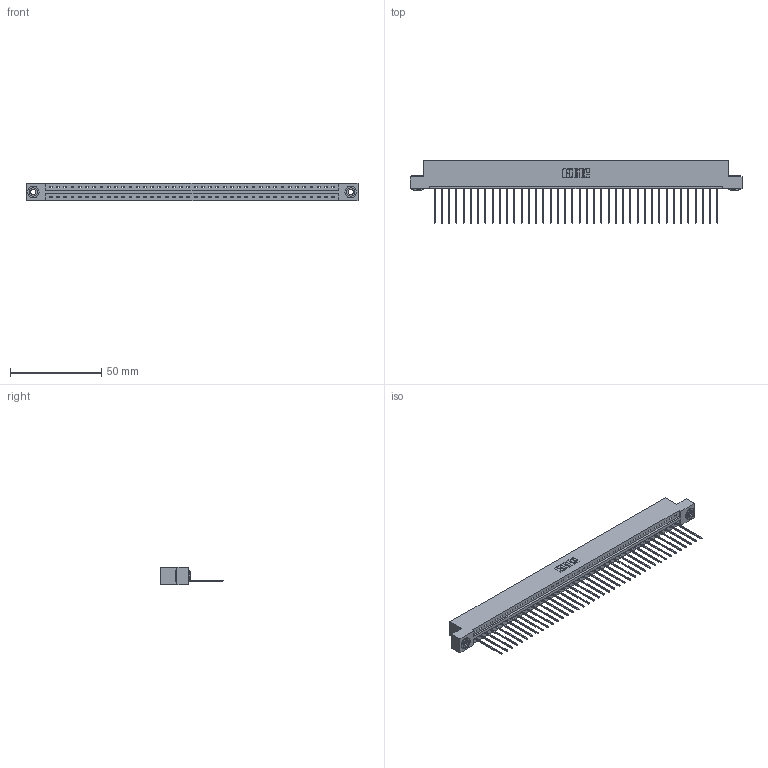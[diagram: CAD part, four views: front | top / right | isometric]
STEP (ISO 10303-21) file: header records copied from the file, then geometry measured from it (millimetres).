
FILE_DESCRIPTION (( 'STEP AP203' ), '1' );
FILE_NAME ('387-040-541-103.STEP', '2019-10-04T18:50:08', ( '' ), ( '' ), 'SwSTEP 2.0', 'SolidWorks 2016', '' );
FILE_SCHEMA (( 'CONFIG_CONTROL_DESIGN' ));
Length unit declared in the file: inch
Products named in the file (4): 345-292-001_345-293-141; 337 Part_Flush Mounting Lugs - 0.156 Dia-TH; 345-250-002_345-250-002-102; 387-040-541-103
Assembly tree (43 placements, depth 2):
  387-040-541-103
    337 Part_Flush Mounting Lugs - 0.156 Dia-TH
    345-292-001_345-293-141  x40
    345-250-002_345-250-002-102  x2
Bounding box: 181.51 x 34.3 x 9.4 mm (x, y, z)
Volume: 18991.1 mm3; surface area: 20658 mm2
Topology: 43 solids, 43 shells, 2632 faces, 7907 edges, 5214 vertices
Faces by surface type: plane 1920, cylinder 704, cone 8
Entity records: 30660 total; most frequent: CARTESIAN_POINT 5317, ORIENTED_EDGE 5286, DIRECTION 4513, EDGE_CURVE 2643, LINE 2491, VECTOR 2491, VERTEX_POINT 1758, AXIS2_PLACEMENT_3D 1011
